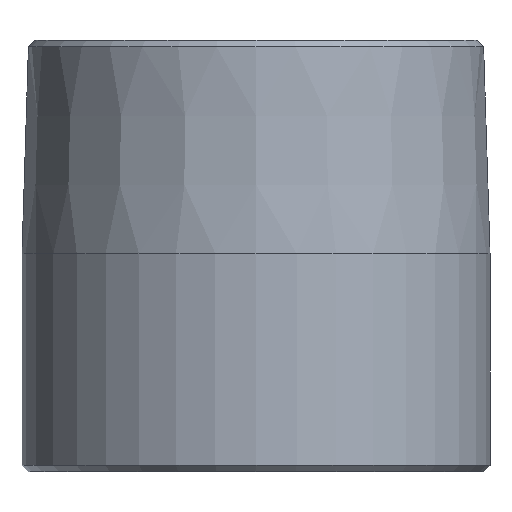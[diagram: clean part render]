
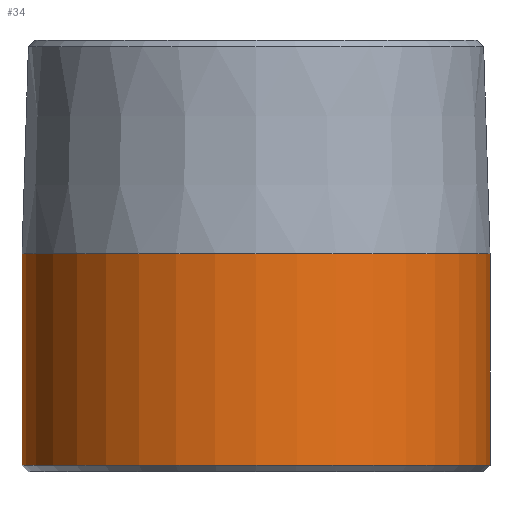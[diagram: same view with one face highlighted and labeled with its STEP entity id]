
A CAD part, front view. The second image highlights one B-rep face of the part: STEP entity #34.
In plain terms, the highlighted cylindrical face has radius 24.13 mm (diameter 48.26 mm), a partial arc.
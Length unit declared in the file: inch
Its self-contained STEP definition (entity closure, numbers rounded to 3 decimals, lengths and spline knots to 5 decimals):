
#7 = DIRECTION ( 'NONE',  ( 0., 0., 1. ) ) ;
#21 = EDGE_LOOP ( 'NONE', ( #275, #374, #207, #410 ) ) ;
#34 = ADVANCED_FACE ( 'NONE', ( #208 ), #240, .T. ) ;
#43 = EDGE_CURVE ( 'NONE', #214, #154, #455, .T. ) ;
#82 = EDGE_CURVE ( 'NONE', #238, #483, #382, .T. ) ;
#95 = DIRECTION ( 'NONE',  ( 0., 0., -1. ) ) ;
#118 = DIRECTION ( 'NONE',  ( 1., 0., 0. ) ) ;
#119 = CARTESIAN_POINT ( 'NONE',  ( 0., 0., 0.025 ) ) ;
#122 = DIRECTION ( 'NONE',  ( -1., 0., 0. ) ) ;
#127 = CIRCLE ( 'NONE', #424, 0.95 ) ;
#137 = EDGE_CURVE ( 'NONE', #238, #214, #210, .T. ) ;
#139 = CARTESIAN_POINT ( 'NONE',  ( -0.95, 0., 0.885 ) ) ;
#146 = VECTOR ( 'NONE', #398, 39.37008 ) ;
#154 = VERTEX_POINT ( 'NONE', #181 ) ;
#181 = CARTESIAN_POINT ( 'NONE',  ( -0.95, 0., 0.025 ) ) ;
#194 = AXIS2_PLACEMENT_3D ( 'NONE', #246, #95, #122 ) ;
#207 = ORIENTED_EDGE ( 'NONE', *, *, #43, .T. ) ;
#208 = FACE_OUTER_BOUND ( 'NONE', #21, .T. ) ;
#210 = CIRCLE ( 'NONE', #262, 0.95 ) ;
#214 = VERTEX_POINT ( 'NONE', #139 ) ;
#223 = CARTESIAN_POINT ( 'NONE',  ( 0., 0., 0.885 ) ) ;
#238 = VERTEX_POINT ( 'NONE', #394 ) ;
#239 = CARTESIAN_POINT ( 'NONE',  ( 0.95, 0., 0.025 ) ) ;
#240 = CYLINDRICAL_SURFACE ( 'NONE', #194, 0.95 ) ;
#246 = CARTESIAN_POINT ( 'NONE',  ( 0., 0., 1.75 ) ) ;
#251 = DIRECTION ( 'NONE',  ( 0., 0., -1. ) ) ;
#259 = DIRECTION ( 'NONE',  ( -1., 0., 0. ) ) ;
#261 = EDGE_CURVE ( 'NONE', #154, #483, #127, .T. ) ;
#262 = AXIS2_PLACEMENT_3D ( 'NONE', #223, #295, #259 ) ;
#275 = ORIENTED_EDGE ( 'NONE', *, *, #82, .F. ) ;
#278 = CARTESIAN_POINT ( 'NONE',  ( -0.95, 0., 1.75 ) ) ;
#295 = DIRECTION ( 'NONE',  ( 0., 0., -1. ) ) ;
#374 = ORIENTED_EDGE ( 'NONE', *, *, #137, .T. ) ;
#382 = LINE ( 'NONE', #466, #421 ) ;
#394 = CARTESIAN_POINT ( 'NONE',  ( 0.95, 0., 0.885 ) ) ;
#398 = DIRECTION ( 'NONE',  ( 0., 0., -1. ) ) ;
#410 = ORIENTED_EDGE ( 'NONE', *, *, #261, .T. ) ;
#421 = VECTOR ( 'NONE', #251, 39.37008 ) ;
#424 = AXIS2_PLACEMENT_3D ( 'NONE', #119, #7, #118 ) ;
#455 = LINE ( 'NONE', #278, #146 ) ;
#466 = CARTESIAN_POINT ( 'NONE',  ( 0.95, 0., 1.75 ) ) ;
#483 = VERTEX_POINT ( 'NONE', #239 ) ;
